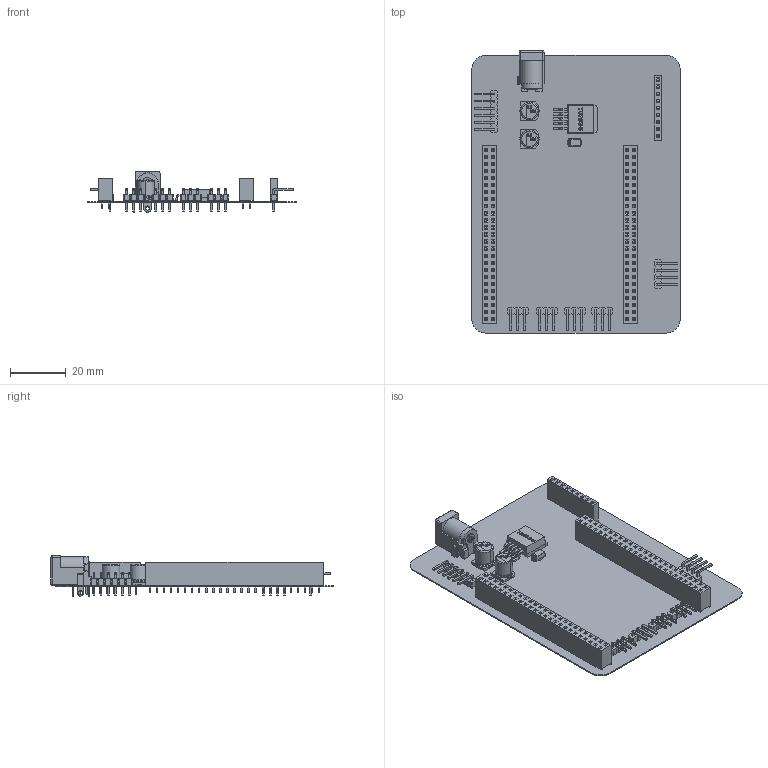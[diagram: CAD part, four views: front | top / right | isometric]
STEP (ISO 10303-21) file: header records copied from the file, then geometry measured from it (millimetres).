
FILE_DESCRIPTION(('Open CASCADE Model'),'2;1');
FILE_NAME('Open CASCADE Shape Model','2020-05-23T12:43:06',('Author'),( 'Open CASCADE'),'Open CASCADE STEP processor 6.8','Open CASCADE 6.8' ,'Unknown');
FILE_SCHEMA(('AUTOMOTIVE_DESIGN { 1 0 10303 214 1 1 1 1 }'));
Length unit declared in the file: millimetre
Products named in the file (42): PCB; Board; Open CASCADE STEP translator 6.8 9.1.1; C1; CAP_ALUM_6_6mm; U1; to263-5_p1-7_l10-2_w9-45; J10; 1x3H_Male_2.54_Header; Open CASCADE STEP translator 6.8 9.4.1.1; Open CASCADE STEP translator 6.8 9.4.1.2; J9; J8; J7; J6; 1x4H_Male_2.54_Header; Open CASCADE STEP translator 6.8 9.8.1.1; Open CASCADE STEP translator 6.8 9.8.1.2; J5; 1x6H_Male_2.54_Header; Open CASCADE STEP translator 6.8 9.9.1.1; Open CASCADE STEP translator 6.8 9.9.1.2; J4; 1x9_Header; Open CASCADE STEP translator 6.8 9.10.1.1; Open CASCADE STEP translator 6.8 9.10.1.2; J3; 2x25_Header; Open CASCADE STEP translator 6.8 9.11.1.1; Open CASCADE STEP translator 6.8 9.11.1.2; J2; J1; 694106301002; 6941xx301002; 694106301002_PinContact; 6941xx301002_Back; 6941xx301002_PinContact2; 6941xx301002_PinLame; 6941xx301002_PinBis; D1 ...
Assembly tree (46 placements, depth 4):
  PCB
    Board
      Open CASCADE STEP translator 6.8 9.1.1
    C1
      CAP_ALUM_6_6mm
    U1
      to263-5_p1-7_l10-2_w9-45
    J10
      1x3H_Male_2.54_Header
        Open CASCADE STEP translator 6.8 9.4.1.1
        Open CASCADE STEP translator 6.8 9.4.1.2
    J9
      1x3H_Male_2.54_Header
        Open CASCADE STEP translator 6.8 9.4.1.1
        Open CASCADE STEP translator 6.8 9.4.1.2
    J8
      1x3H_Male_2.54_Header
        Open CASCADE STEP translator 6.8 9.4.1.1
        Open CASCADE STEP translator 6.8 9.4.1.2
    J7
      1x3H_Male_2.54_Header
        Open CASCADE STEP translator 6.8 9.4.1.1
        Open CASCADE STEP translator 6.8 9.4.1.2
    J6
      1x4H_Male_2.54_Header
        Open CASCADE STEP translator 6.8 9.8.1.1
        Open CASCADE STEP translator 6.8 9.8.1.2
    J5
      1x6H_Male_2.54_Header
        Open CASCADE STEP translator 6.8 9.9.1.1
        Open CASCADE STEP translator 6.8 9.9.1.2
    J4
      1x9_Header
        Open CASCADE STEP translator 6.8 9.10.1.1
        Open CASCADE STEP translator 6.8 9.10.1.2
    J3
      2x25_Header
        Open CASCADE STEP translator 6.8 9.11.1.1
        Open CASCADE STEP translator 6.8 9.11.1.2
    J2
      2x25_Header
        Open CASCADE STEP translator 6.8 9.11.1.1
        Open CASCADE STEP translator 6.8 9.11.1.2
    J1
      694106301002
        6941xx301002
        694106301002_PinContact
        6941xx301002_Back
        6941xx301002_PinContact2
        6941xx301002_PinLame
        6941xx301002_PinBis
    D1
      SMA
    C2
      CAP_ALUM_6_6mm
Bounding box: 75 x 101.6 x 14.5 mm (x, y, z)
Volume: 10461.3 mm3; surface area: 27216.8 mm2
Topology: 129 solids, 129 shells, 3757 faces, 9243 edges, 6003 vertices
Faces by surface type: plane 2757, cylinder 886, bspline 64, torus 23, sphere 22, revolution 5
Full cylindrical faces by diameter (mm): 0.9 x109, 1.003 x22, 1.5 x3, 1.8 x1, 2 x5, 3.2 x2, 6.4 x1
Entity records: 86313 total; most frequent: CARTESIAN_POINT 14498, ORIENTED_EDGE 11852, DIRECTION 11630, EDGE_CURVE 5926, LINE 4911, VECTOR 4911, VERTEX_POINT 3683, AXIS2_PLACEMENT_3D 3357
